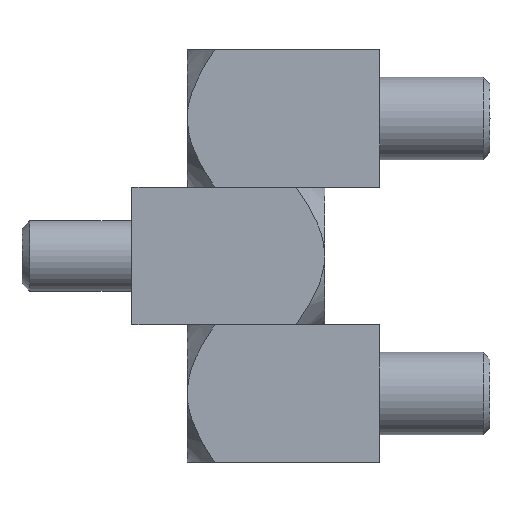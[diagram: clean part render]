
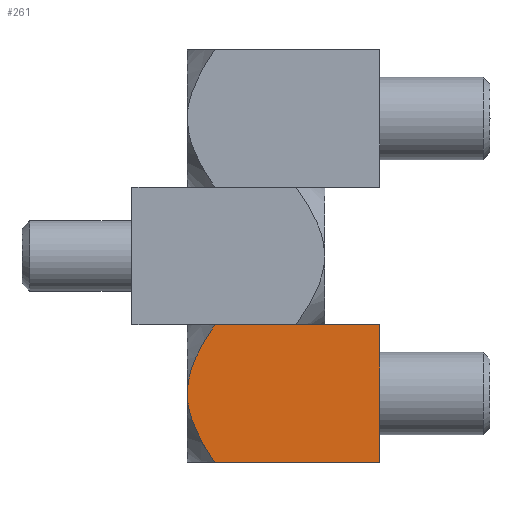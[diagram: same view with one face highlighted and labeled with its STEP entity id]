
A CAD part, left-side view. The second image highlights one B-rep face of the part: STEP entity #261.
In plain terms, the highlighted planar face has unit normal (-1, 0, 0).
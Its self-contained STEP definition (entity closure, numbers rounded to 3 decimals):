
#261 = ADVANCED_FACE( '', ( #372 ), #373, .T. );
#372 = FACE_OUTER_BOUND( '', #491, .T. );
#373 = PLANE( '', #492 );
#491 = EDGE_LOOP( '', ( #774, #775, #776, #777, #778 ) );
#492 = AXIS2_PLACEMENT_3D( '', #779, #780, #781 );
#774 = ORIENTED_EDGE( '', *, *, #891, .F. );
#775 = ORIENTED_EDGE( '', *, *, #886, .T. );
#776 = ORIENTED_EDGE( '', *, *, #884, .F. );
#777 = ORIENTED_EDGE( '', *, *, #870, .F. );
#778 = ORIENTED_EDGE( '', *, *, #892, .F. );
#779 = CARTESIAN_POINT( '', ( -4.149, 6.747, 0. ) );
#780 = DIRECTION( '', ( -1., 0., 0. ) );
#781 = DIRECTION( '', ( 0., 0., 1. ) );
#870 = EDGE_CURVE( '', #987, #990, #991, .T. );
#884 = EDGE_CURVE( '', #990, #1013, #1014, .T. );
#886 = EDGE_CURVE( '', #1016, #1013, #1017, .T. );
#891 = EDGE_CURVE( '', #1016, #1019, #1023, .T. );
#892 = EDGE_CURVE( '', #1019, #987, #1024, .T. );
#987 = VERTEX_POINT( '', #1297 );
#990 = VERTEX_POINT( '', #1309 );
#991 = LINE( '', #1310, #1311 );
#1013 = VERTEX_POINT( '', #1379 );
#1014 = LINE( '', #1380, #1381 );
#1016 = VERTEX_POINT( '', #1384 );
#1017 = LINE( '', #1385, #1386 );
#1019 = VERTEX_POINT( '', #1397 );
#1023 = B_SPLINE_CURVE_WITH_KNOTS( '', 3, ( #1401, #1402, #1403, #1404, #1405, #1406, #1407, #1408, #1409, #1410 ), .UNSPECIFIED., .F., .F., ( 4, 2, 2, 2, 4 ), ( 0.006, 0.007, 0.009, 0.01, 0.011 ), .UNSPECIFIED. );
#1024 = B_SPLINE_CURVE_WITH_KNOTS( '', 3, ( #1411, #1412, #1413, #1414, #1415, #1416, #1417, #1418, #1419, #1420, #1421, #1422 ), .UNSPECIFIED., .F., .F., ( 4, 2, 2, 2, 2, 4 ), ( 0.011, 0.012, 0.013, 0.014, 0.015, 0.017 ), .UNSPECIFIED. );
#1297 = CARTESIAN_POINT( '', ( -4.149, 4.747, 0. ) );
#1309 = CARTESIAN_POINT( '', ( -4.149, -7.253, 0. ) );
#1310 = CARTESIAN_POINT( '', ( -4.149, 6.747, 0. ) );
#1311 = VECTOR( '', #1509, 1000. );
#1379 = CARTESIAN_POINT( '', ( -4.149, -7.253, -10. ) );
#1380 = CARTESIAN_POINT( '', ( -4.149, -7.253, 0. ) );
#1381 = VECTOR( '', #1526, 1000. );
#1384 = CARTESIAN_POINT( '', ( -4.149, 4.747, -10. ) );
#1385 = CARTESIAN_POINT( '', ( -4.149, 6.747, -10. ) );
#1386 = VECTOR( '', #1528, 1000. );
#1397 = CARTESIAN_POINT( '', ( -4.149, 6.747, -5. ) );
#1401 = CARTESIAN_POINT( '', ( -4.149, 4.747, -10. ) );
#1402 = CARTESIAN_POINT( '', ( -4.149, 5.004, -9.625 ) );
#1403 = CARTESIAN_POINT( '', ( -4.149, 5.251, -9.242 ) );
#1404 = CARTESIAN_POINT( '', ( -4.149, 5.715, -8.455 ) );
#1405 = CARTESIAN_POINT( '', ( -4.149, 5.93, -8.052 ) );
#1406 = CARTESIAN_POINT( '', ( -4.149, 6.303, -7.224 ) );
#1407 = CARTESIAN_POINT( '', ( -4.149, 6.462, -6.798 ) );
#1408 = CARTESIAN_POINT( '', ( -4.149, 6.686, -5.906 ) );
#1409 = CARTESIAN_POINT( '', ( -4.149, 6.747, -5.455 ) );
#1410 = CARTESIAN_POINT( '', ( -4.149, 6.747, -5. ) );
#1411 = CARTESIAN_POINT( '', ( -4.149, 6.747, -5. ) );
#1412 = CARTESIAN_POINT( '', ( -4.149, 6.747, -4.772 ) );
#1413 = CARTESIAN_POINT( '', ( -4.149, 6.732, -4.542 ) );
#1414 = CARTESIAN_POINT( '', ( -4.149, 6.672, -4.086 ) );
#1415 = CARTESIAN_POINT( '', ( -4.149, 6.628, -3.862 ) );
#1416 = CARTESIAN_POINT( '', ( -4.149, 6.46, -3.199 ) );
#1417 = CARTESIAN_POINT( '', ( -4.149, 6.299, -2.766 ) );
#1418 = CARTESIAN_POINT( '', ( -4.149, 5.923, -1.933 ) );
#1419 = CARTESIAN_POINT( '', ( -4.149, 5.708, -1.533 ) );
#1420 = CARTESIAN_POINT( '', ( -4.149, 5.248, -0.754 ) );
#1421 = CARTESIAN_POINT( '', ( -4.149, 5.003, -0.374 ) );
#1422 = CARTESIAN_POINT( '', ( -4.149, 4.747, 0. ) );
#1509 = DIRECTION( '', ( 0., -1., 0. ) );
#1526 = DIRECTION( '', ( 0., 0., -1. ) );
#1528 = DIRECTION( '', ( 0., -1., 0. ) );
